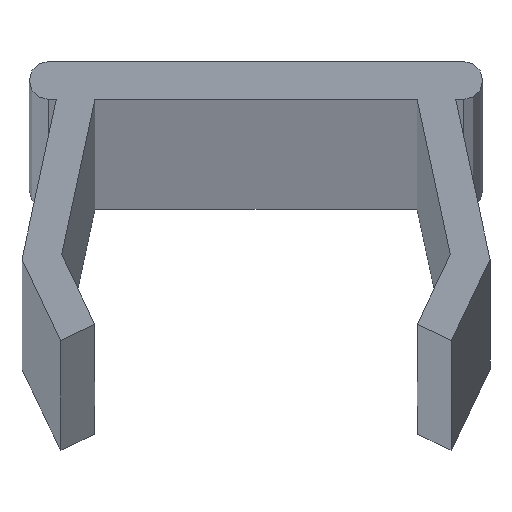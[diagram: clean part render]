
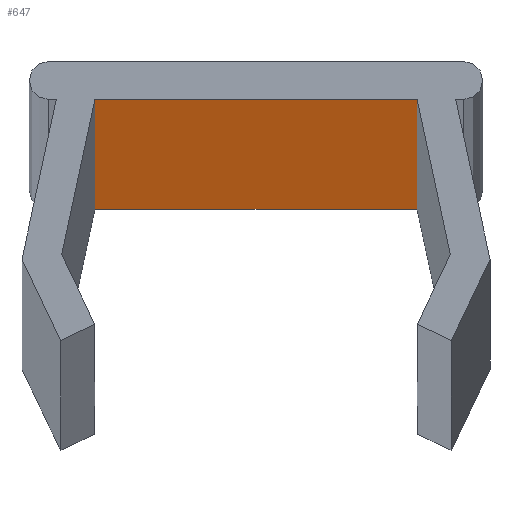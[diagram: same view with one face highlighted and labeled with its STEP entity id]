
A CAD part, top view. The second image highlights one B-rep face of the part: STEP entity #647.
In plain terms, the highlighted planar face has unit normal (0, -1, 0).
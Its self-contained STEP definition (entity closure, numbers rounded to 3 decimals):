
#28 = ORIENTED_EDGE ( 'NONE', *, *, #73, .T. ) ;
#35 = LINE ( 'NONE', #608, #638 ) ;
#56 = CARTESIAN_POINT ( 'NONE',  ( 4.829, 3.95, 1000. ) ) ;
#60 = EDGE_CURVE ( 'NONE', #562, #222, #665, .T. ) ;
#71 = VERTEX_POINT ( 'NONE', #235 ) ;
#73 = EDGE_CURVE ( 'NONE', #562, #323, #35, .T. ) ;
#90 = DIRECTION ( 'NONE',  ( 0., 0., 1. ) ) ;
#93 = DIRECTION ( 'NONE',  ( 0., 1., 0. ) ) ;
#96 = VECTOR ( 'NONE', #355, 1000. ) ;
#102 = DIRECTION ( 'NONE',  ( 0., 0., -1. ) ) ;
#108 = VECTOR ( 'NONE', #139, 1000. ) ;
#110 = DIRECTION ( 'NONE',  ( 1., 0., 0. ) ) ;
#113 = ORIENTED_EDGE ( 'NONE', *, *, #60, .F. ) ;
#114 = CARTESIAN_POINT ( 'NONE',  ( -0.286, 3.95, 1000. ) ) ;
#124 = EDGE_LOOP ( 'NONE', ( #546, #113, #28, #306 ) ) ;
#139 = DIRECTION ( 'NONE',  ( 1., 0., 0. ) ) ;
#144 = CARTESIAN_POINT ( 'NONE',  ( -1.328, 3.95, 1000. ) ) ;
#154 = CARTESIAN_POINT ( 'NONE',  ( 4.829, 3.95, 1000. ) ) ;
#222 = VERTEX_POINT ( 'NONE', #56 ) ;
#235 = CARTESIAN_POINT ( 'NONE',  ( 4.829, 3.95, 0. ) ) ;
#248 = AXIS2_PLACEMENT_3D ( 'NONE', #496, #93, #90 ) ;
#257 = EDGE_CURVE ( 'NONE', #222, #71, #628, .T. ) ;
#306 = ORIENTED_EDGE ( 'NONE', *, *, #458, .T. ) ;
#323 = VERTEX_POINT ( 'NONE', #539 ) ;
#355 = DIRECTION ( 'NONE',  ( 0., 0., -1. ) ) ;
#382 = PLANE ( 'NONE',  #248 ) ;
#456 = LINE ( 'NONE', #671, #555 ) ;
#458 = EDGE_CURVE ( 'NONE', #323, #71, #456, .T. ) ;
#496 = CARTESIAN_POINT ( 'NONE',  ( -1.328, 3.95, 1000. ) ) ;
#504 = FACE_OUTER_BOUND ( 'NONE', #124, .T. ) ;
#539 = CARTESIAN_POINT ( 'NONE',  ( -0.286, 3.95, 0. ) ) ;
#546 = ORIENTED_EDGE ( 'NONE', *, *, #257, .F. ) ;
#555 = VECTOR ( 'NONE', #110, 1000. ) ;
#562 = VERTEX_POINT ( 'NONE', #114 ) ;
#608 = CARTESIAN_POINT ( 'NONE',  ( -0.286, 3.95, 1000. ) ) ;
#628 = LINE ( 'NONE', #154, #96 ) ;
#638 = VECTOR ( 'NONE', #102, 1000. ) ;
#647 = ADVANCED_FACE ( 'NONE', ( #504 ), #382, .F. ) ;
#665 = LINE ( 'NONE', #144, #108 ) ;
#671 = CARTESIAN_POINT ( 'NONE',  ( -1.328, 3.95, 0. ) ) ;
